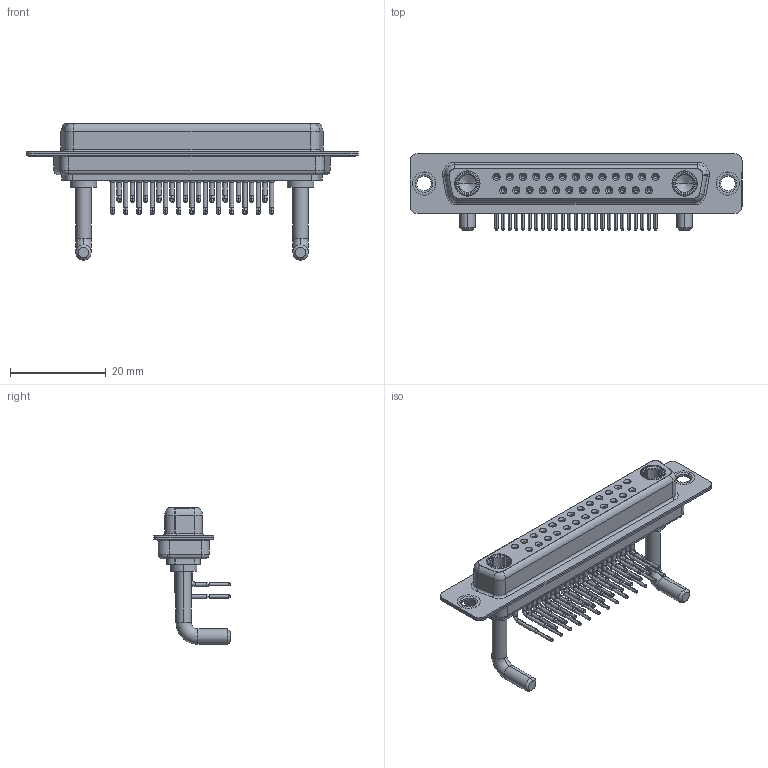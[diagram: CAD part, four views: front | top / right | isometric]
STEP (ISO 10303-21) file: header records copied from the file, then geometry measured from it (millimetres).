
FILE_DESCRIPTION (( 'STEP AP203' ), '1' );
FILE_NAME ('630-27W2650-3T1.STEP', '2022-06-07T19:56:58', ( '' ), ( '' ), 'SwSTEP 2.0', 'SolidWorks 2020', '' );
FILE_SCHEMA (( 'CONFIG_CONTROL_DESIGN' ));
Length unit declared in the file: millimetre
Products named in the file (8): 630Combo Contact Row 1; 630Combo Housing_27W2; 630Combo Thru Hole Rivet; 630Combo Shell Rear_37 Contacts; 630Combo Contact Row 2; 630Combo Shell Front_37 Contacts; Power Socket_Ext 30A RA; 630-27W2650-3T1
Assembly tree (32 placements, depth 2):
  630-27W2650-3T1
    630Combo Housing_27W2
    630Combo Shell Front_37 Contacts
    630Combo Shell Rear_37 Contacts
    630Combo Thru Hole Rivet  x2
    Power Socket_Ext 30A RA  x2
    630Combo Contact Row 1  x13
    630Combo Contact Row 2  x12
Bounding box: 69.4 x 16 x 28.53 mm (x, y, z)
Volume: 5768.2 mm3; surface area: 12586 mm2
Topology: 34 solids, 34 shells, 1734 faces, 4390 edges, 2762 vertices
Faces by surface type: cylinder 746, plane 500, cone 309, bspline 102, torus 77
Entity records: 22986 total; most frequent: CARTESIAN_POINT 4090, DIRECTION 4016, ORIENTED_EDGE 3366, EDGE_CURVE 1683, AXIS2_PLACEMENT_3D 1683, VERTEX_POINT 1072, CIRCLE 936, EDGE_LOOP 883
